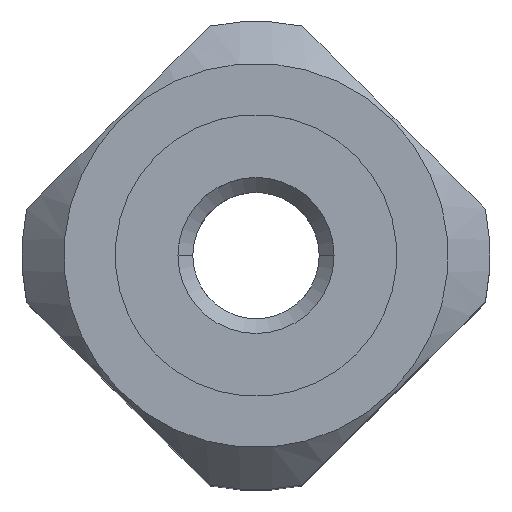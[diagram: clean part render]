
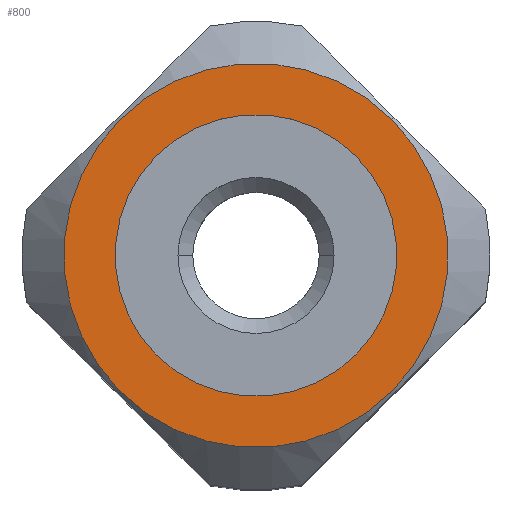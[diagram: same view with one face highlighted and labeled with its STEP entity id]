
A CAD part, top view. The second image highlights one B-rep face of the part: STEP entity #800.
In plain terms, the highlighted planar face has unit normal (0, 0, 1).
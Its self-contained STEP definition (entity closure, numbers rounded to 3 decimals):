
#392=VERTEX_POINT('',#1009);
#536=VERTEX_POINT('',#1171);
#572=EDGE_CURVE('',#536,#392,#1213,.T.);
#634=VERTEX_POINT('',#1283);
#658=EDGE_CURVE('',#750,#634,#1308,.T.);
#698=EDGE_CURVE('',#392,#536,#1353,.T.);
#750=VERTEX_POINT('',#1408);
#800=ADVANCED_FACE('',(#1461,#1462),#1463,.T.);
#812=EDGE_CURVE('',#634,#750,#1477,.T.);
#1009=CARTESIAN_POINT('',(-2.554,-2.554,0.));
#1171=CARTESIAN_POINT('',(2.554,2.554,0.));
#1213=CIRCLE('',#2019,3.612);
#1283=CARTESIAN_POINT('',(3.484,3.484,0.));
#1308=CIRCLE('',#2149,4.927);
#1353=CIRCLE('',#2206,3.612);
#1408=CARTESIAN_POINT('',(-3.484,-3.484,0.));
#1461=FACE_BOUND('',#2376,.T.);
#1462=FACE_OUTER_BOUND('',#2377,.T.);
#1463=PLANE('',#2378);
#1477=CIRCLE('',#2413,4.927);
#2019=AXIS2_PLACEMENT_3D('',#2950,#2951,#2952);
#2149=AXIS2_PLACEMENT_3D('',#3059,#3060,#3061);
#2206=AXIS2_PLACEMENT_3D('',#3117,#3118,#3119);
#2376=EDGE_LOOP('',(#3214,#3215));
#2377=EDGE_LOOP('',(#3216,#3217));
#2378=AXIS2_PLACEMENT_3D('',#3218,#3219,#3220);
#2413=AXIS2_PLACEMENT_3D('',#3229,#3230,#3231);
#2950=CARTESIAN_POINT('',(0.,0.,0.));
#2951=DIRECTION('',(0.,0.,1.0));
#2952=DIRECTION('',(0.707,0.707,0.0));
#3059=CARTESIAN_POINT('',(0.,0.,0.));
#3060=DIRECTION('',(0.,0.,1.0));
#3061=DIRECTION('',(0.707,0.707,0.0));
#3117=CARTESIAN_POINT('',(0.,0.,0.));
#3118=DIRECTION('',(0.,0.,1.0));
#3119=DIRECTION('',(0.707,0.707,0.0));
#3214=ORIENTED_EDGE('',*,*,#572,.F.);
#3215=ORIENTED_EDGE('',*,*,#698,.F.);
#3216=ORIENTED_EDGE('',*,*,#812,.T.);
#3217=ORIENTED_EDGE('',*,*,#658,.T.);
#3218=CARTESIAN_POINT('',(3.019,3.019,0.));
#3219=DIRECTION('',(0.,0.,1.0));
#3220=DIRECTION('',(0.707,0.707,0.0));
#3229=CARTESIAN_POINT('',(0.,0.,0.));
#3230=DIRECTION('',(0.,0.,1.0));
#3231=DIRECTION('',(0.707,0.707,0.0));
